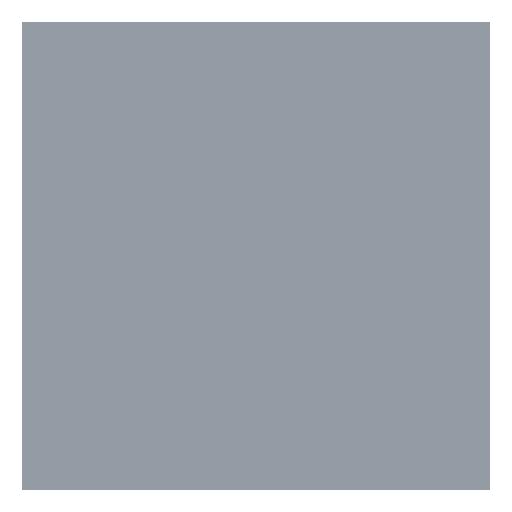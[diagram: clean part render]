
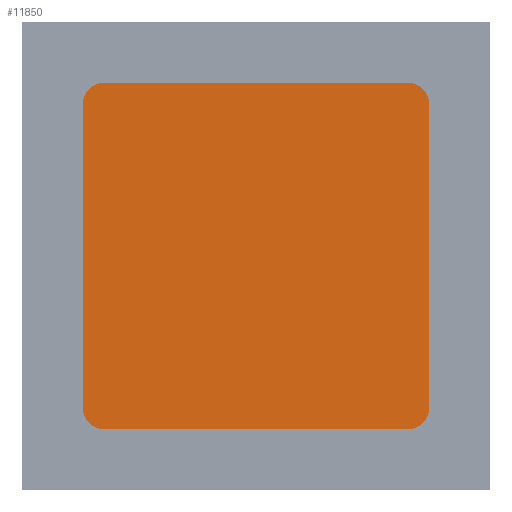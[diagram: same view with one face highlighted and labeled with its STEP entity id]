
A CAD part, top view. The second image highlights one B-rep face of the part: STEP entity #11850.
In plain terms, the highlighted face is planar.
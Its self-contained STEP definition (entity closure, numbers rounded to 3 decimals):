
#11607=CARTESIAN_POINT('',(7.5,0.4,7.5));
#11608=DIRECTION('',(0.,1.,0.));
#11609=DIRECTION('',(0.,0.,1.));
#11610=AXIS2_PLACEMENT_3D('',#11607,#11608,#11609);
#11615=DIRECTION('',(1.,0.,0.));
#11616=VECTOR('',#11615,15.);
#11617=CARTESIAN_POINT('',(-7.5,0.4,8.5));
#11618=LINE('',#11617,#11616);
#11622=CARTESIAN_POINT('',(-7.5,0.4,7.5));
#11623=DIRECTION('',(0.,1.,0.));
#11624=DIRECTION('',(-1.,0.,0.));
#11625=AXIS2_PLACEMENT_3D('',#11622,#11623,#11624);
#11630=DIRECTION('',(0.,0.,1.));
#11631=VECTOR('',#11630,15.);
#11632=CARTESIAN_POINT('',(-8.5,0.4,-7.5));
#11633=LINE('',#11632,#11631);
#11637=CARTESIAN_POINT('',(-7.5,0.4,-7.5));
#11638=DIRECTION('',(0.,1.,0.));
#11639=DIRECTION('',(0.,0.,-1.));
#11640=AXIS2_PLACEMENT_3D('',#11637,#11638,#11639);
#11645=DIRECTION('',(-1.,0.,0.));
#11646=VECTOR('',#11645,15.);
#11647=CARTESIAN_POINT('',(7.5,0.4,-8.5));
#11648=LINE('',#11647,#11646);
#11652=CARTESIAN_POINT('',(7.5,0.4,-7.5));
#11653=DIRECTION('',(0.,1.,0.));
#11654=DIRECTION('',(1.,0.,0.));
#11655=AXIS2_PLACEMENT_3D('',#11652,#11653,#11654);
#11660=DIRECTION('',(0.,0.,-1.));
#11661=VECTOR('',#11660,15.);
#11662=CARTESIAN_POINT('',(8.5,0.4,7.5));
#11663=LINE('',#11662,#11661);
#11671=CARTESIAN_POINT('',(7.5,0.4,8.5));
#11672=VERTEX_POINT('',#11671);
#11673=CARTESIAN_POINT('',(8.5,0.4,7.5));
#11674=VERTEX_POINT('',#11673);
#11679=CARTESIAN_POINT('',(8.5,0.4,-7.5));
#11680=VERTEX_POINT('',#11679);
#11681=CARTESIAN_POINT('',(7.5,0.4,-8.5));
#11682=VERTEX_POINT('',#11681);
#11687=CARTESIAN_POINT('',(-7.5,0.4,-8.5));
#11688=VERTEX_POINT('',#11687);
#11689=CARTESIAN_POINT('',(-8.5,0.4,-7.5));
#11690=VERTEX_POINT('',#11689);
#11695=CARTESIAN_POINT('',(-8.5,0.4,7.5));
#11696=VERTEX_POINT('',#11695);
#11697=CARTESIAN_POINT('',(-7.5,0.4,8.5));
#11698=VERTEX_POINT('',#11697);
#11835=CARTESIAN_POINT('',(0.,0.4,0.));
#11836=DIRECTION('',(0.,1.,0.));
#11837=DIRECTION('',(1.,0.,0.));
#11838=AXIS2_PLACEMENT_3D('',#11835,#11836,#11837);
#11839=PLANE('',#11838);
#11840=ORIENTED_EDGE('',*,*,#11731,.F.);
#11841=ORIENTED_EDGE('',*,*,#11747,.F.);
#11842=ORIENTED_EDGE('',*,*,#11760,.F.);
#11843=ORIENTED_EDGE('',*,*,#11773,.F.);
#11844=ORIENTED_EDGE('',*,*,#11788,.F.);
#11845=ORIENTED_EDGE('',*,*,#11801,.F.);
#11846=ORIENTED_EDGE('',*,*,#11816,.F.);
#11847=ORIENTED_EDGE('',*,*,#11828,.F.);
#11848=EDGE_LOOP('',(#11840,#11841,#11842,#11843,#11844,#11845,#11846,#11847));
#11849=FACE_OUTER_BOUND('',#11848,.F.);
#11611=CIRCLE('',#11610,1.);
#11626=CIRCLE('',#11625,1.);
#11641=CIRCLE('',#11640,1.);
#11656=CIRCLE('',#11655,1.);
#11731=EDGE_CURVE('',#11672,#11674,#11611,.T.);
#11747=EDGE_CURVE('',#11698,#11672,#11618,.T.);
#11760=EDGE_CURVE('',#11696,#11698,#11626,.T.);
#11773=EDGE_CURVE('',#11690,#11696,#11633,.T.);
#11788=EDGE_CURVE('',#11688,#11690,#11641,.T.);
#11801=EDGE_CURVE('',#11682,#11688,#11648,.T.);
#11816=EDGE_CURVE('',#11680,#11682,#11656,.T.);
#11828=EDGE_CURVE('',#11674,#11680,#11663,.T.);
#11850=ADVANCED_FACE('',(#11849),#11839,.T.);
